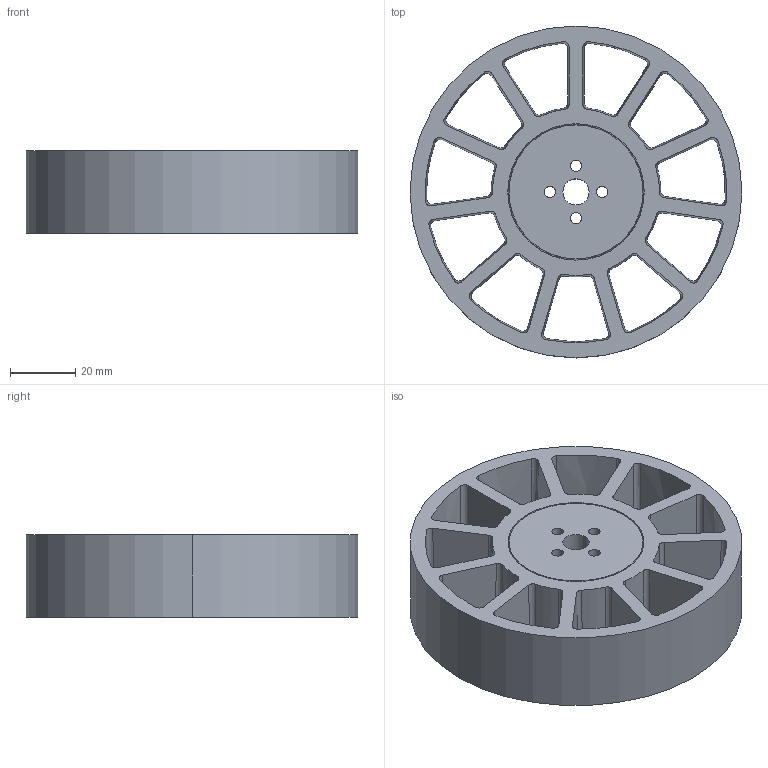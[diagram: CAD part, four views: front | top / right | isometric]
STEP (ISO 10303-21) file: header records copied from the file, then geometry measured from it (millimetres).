
FILE_DESCRIPTION (( 'STEP AP214' ), '1' );
FILE_NAME ('am-3563 4IN 8mm Round Compliant Wheel REV2.STEP', '2018-06-12T12:47:05', ( '' ), ( '' ), 'SwSTEP 2.0', 'SolidWorks 2017', '' );
FILE_SCHEMA (( 'AUTOMOTIVE_DESIGN' ));
Length unit declared in the file: millimetre
Products named in the file (3): 2in Wheel Intergrated 8mm Hub; 4IN Compliant Wheel FINAL Overmold; am-3563 4IN 8mm Round Compliant Wheel REV2
Assembly tree (2 placements, depth 2):
  am-3563 4IN 8mm Round Compliant Wheel REV2
    4IN Compliant Wheel FINAL Overmold
    2in Wheel Intergrated 8mm Hub
Bounding box: 101.6 x 101.6 x 25.4 mm (x, y, z)
Volume: 105955.2 mm3; surface area: 48758.1 mm2
Topology: 2 solids, 2 shells, 269 faces, 686 edges, 422 vertices
Faces by surface type: bspline 116, plane 51, cone 40, cylinder 36, torus 26
Entity records: 12038 total; most frequent: CARTESIAN_POINT 6293, ORIENTED_EDGE 1372, DIRECTION 924, EDGE_CURVE 686, VERTEX_POINT 422, AXIS2_PLACEMENT_3D 401, B_SPLINE_CURVE_WITH_KNOTS 321, EDGE_LOOP 304
